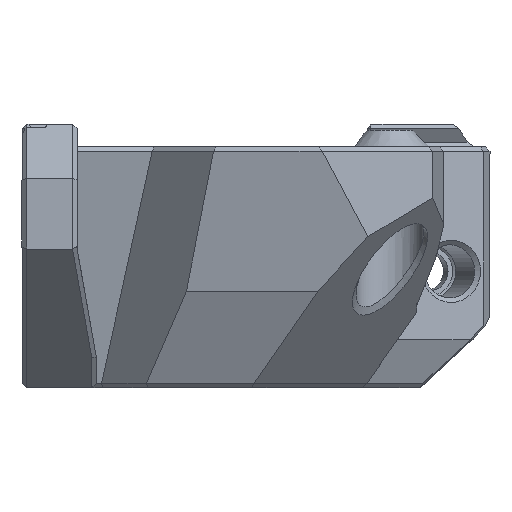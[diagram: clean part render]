
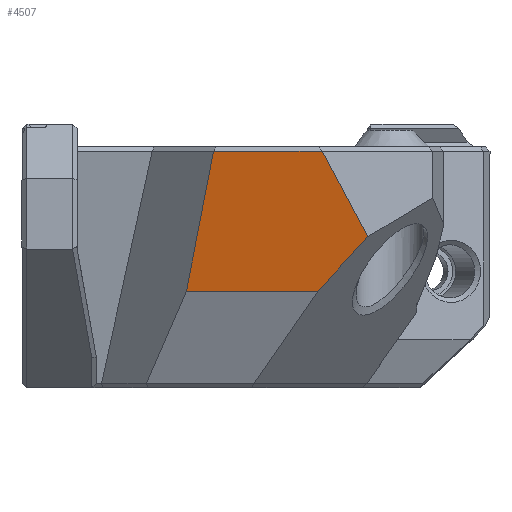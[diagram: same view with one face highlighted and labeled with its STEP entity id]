
A CAD part, left-side view. The second image highlights one B-rep face of the part: STEP entity #4507.
In plain terms, the highlighted planar face has unit normal (-0.982, 0, -0.19).
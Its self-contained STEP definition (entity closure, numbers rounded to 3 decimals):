
#83=LINE('',#6934,#575);
#84=LINE('',#6937,#576);
#85=LINE('',#6939,#577);
#86=LINE('',#6941,#578);
#87=LINE('',#6943,#579);
#88=LINE('',#6945,#580);
#89=LINE('',#6947,#581);
#575=VECTOR('',#5351,1000.);
#576=VECTOR('',#5352,1000.);
#577=VECTOR('',#5353,1000.);
#578=VECTOR('',#5354,1000.);
#579=VECTOR('',#5355,1000.);
#580=VECTOR('',#5356,1000.);
#581=VECTOR('',#5357,1000.);
#1016=PLANE('',#4829);
#1561=ORIENTED_EDGE('',*,*,#2839,.F.);
#1562=ORIENTED_EDGE('',*,*,#2840,.T.);
#1563=ORIENTED_EDGE('',*,*,#2841,.F.);
#1564=ORIENTED_EDGE('',*,*,#2842,.T.);
#1565=ORIENTED_EDGE('',*,*,#2843,.T.);
#1566=ORIENTED_EDGE('',*,*,#2844,.F.);
#1567=ORIENTED_EDGE('',*,*,#2845,.F.);
#2839=EDGE_CURVE('',#3472,#3473,#83,.T.);
#2840=EDGE_CURVE('',#3472,#3474,#84,.T.);
#2841=EDGE_CURVE('',#3475,#3474,#85,.T.);
#2842=EDGE_CURVE('',#3475,#3476,#86,.T.);
#2843=EDGE_CURVE('',#3476,#3477,#87,.T.);
#2844=EDGE_CURVE('',#3478,#3477,#88,.T.);
#2845=EDGE_CURVE('',#3473,#3478,#89,.T.);
#3472=VERTEX_POINT('',#6935);
#3473=VERTEX_POINT('',#6936);
#3474=VERTEX_POINT('',#6938);
#3475=VERTEX_POINT('',#6940);
#3476=VERTEX_POINT('',#6942);
#3477=VERTEX_POINT('',#6944);
#3478=VERTEX_POINT('',#6946);
#3875=EDGE_LOOP('',(#1561,#1562,#1563,#1564,#1565,#1566,#1567));
#4190=FACE_BOUND('',#3875,.T.);
#4507=ADVANCED_FACE('',(#4190),#1016,.T.);
#4829=AXIS2_PLACEMENT_3D('',#6933,#5349,#5350);
#5349=DIRECTION('',(-0.982,0.,-0.19));
#5350=DIRECTION('',(0.19,0.,-0.982));
#5351=DIRECTION('',(-0.102,-0.845,0.525));
#5352=DIRECTION('',(0.187,0.187,-0.964));
#5353=DIRECTION('',(0.,1.,0.));
#5354=DIRECTION('',(-0.141,-0.67,0.729));
#5355=DIRECTION('',(-0.169,0.463,0.87));
#5356=DIRECTION('',(0.054,-0.959,-0.278));
#5357=DIRECTION('',(0.,-1.,0.));
#6933=CARTESIAN_POINT('',(-12.,12.5,21.3));
#6934=CARTESIAN_POINT('',(-10.969,8.366,15.976));
#6935=CARTESIAN_POINT('',(-11.923,0.448,20.9));
#6936=CARTESIAN_POINT('',(-11.924,0.436,20.907));
#6937=CARTESIAN_POINT('',(-10.701,1.67,14.591));
#6938=CARTESIAN_POINT('',(-9.529,2.842,8.541));
#6939=CARTESIAN_POINT('',(-9.529,7.5,8.541));
#6940=CARTESIAN_POINT('',(-9.529,-8.773,8.541));
#6941=CARTESIAN_POINT('',(-8.966,-6.108,5.639));
#6942=CARTESIAN_POINT('',(-10.46,-13.194,13.351));
#6943=CARTESIAN_POINT('',(-12.423,-7.8,23.485));
#6944=CARTESIAN_POINT('',(-11.923,-9.176,20.9));
#6945=CARTESIAN_POINT('',(-12.476,0.704,23.759));
#6946=CARTESIAN_POINT('',(-11.924,-9.151,20.907));
#6947=CARTESIAN_POINT('',(-11.924,10.282,20.907));
